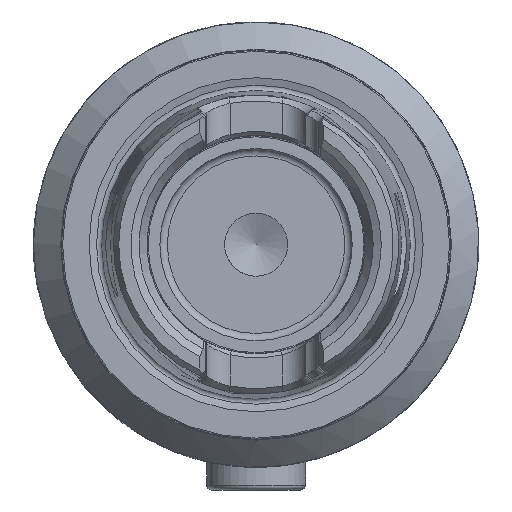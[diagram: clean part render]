
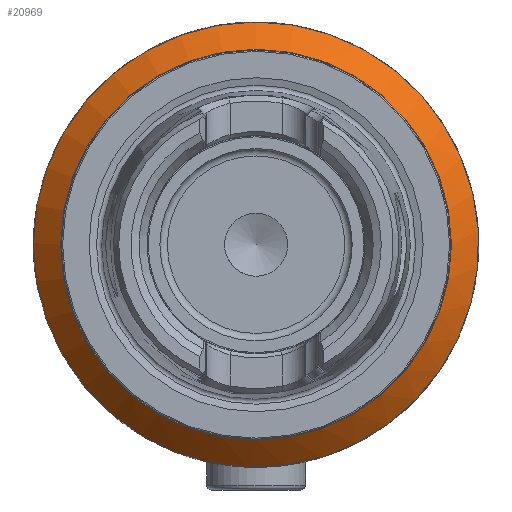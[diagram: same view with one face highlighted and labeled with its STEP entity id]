
A CAD part, left-side view. The second image highlights one B-rep face of the part: STEP entity #20969.
In plain terms, the highlighted conical face has half-angle 45 degrees and reference radius 36 mm.
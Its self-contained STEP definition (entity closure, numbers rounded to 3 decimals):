
#440 = CARTESIAN_POINT ( 'NONE',  ( -61.475, 0., 36. ) ) ;
#1921 = CONICAL_SURFACE ( 'NONE', #16479, 36., 0.785 ) ;
#8847 = AXIS2_PLACEMENT_3D ( 'NONE', #27469, #10981, #13761 ) ;
#9124 = ORIENTED_EDGE ( 'NONE', *, *, #9861, .F. ) ;
#9861 = EDGE_CURVE ( 'NONE', #32323, #32323, #31267, .T. ) ;
#10169 = DIRECTION ( 'NONE',  ( 0., 0., -1. ) ) ;
#10981 = DIRECTION ( 'NONE',  ( -1., 0., 0. ) ) ;
#11105 = CARTESIAN_POINT ( 'NONE',  ( -65.883, 0., 31.592 ) ) ;
#13761 = DIRECTION ( 'NONE',  ( 0., 0., 1. ) ) ;
#13795 = CIRCLE ( 'NONE', #8847, 36. ) ;
#15825 = DIRECTION ( 'NONE',  ( 1., 0., 0. ) ) ;
#16479 = AXIS2_PLACEMENT_3D ( 'NONE', #34777, #15825, #10169 ) ;
#16599 = FACE_BOUND ( 'NONE', #31557, .T. ) ;
#17557 = DIRECTION ( 'NONE',  ( 0., 0., 1. ) ) ;
#20458 = FACE_OUTER_BOUND ( 'NONE', #29590, .T. ) ;
#20969 = ADVANCED_FACE ( 'NONE', ( #16599, #20458 ), #1921, .T. ) ;
#24587 = ORIENTED_EDGE ( 'NONE', *, *, #29884, .T. ) ;
#24888 = VERTEX_POINT ( 'NONE', #440 ) ;
#26374 = AXIS2_PLACEMENT_3D ( 'NONE', #28566, #34129, #17557 ) ;
#27469 = CARTESIAN_POINT ( 'NONE',  ( -61.475, 0., 0. ) ) ;
#28566 = CARTESIAN_POINT ( 'NONE',  ( -65.883, 0., 0. ) ) ;
#29590 = EDGE_LOOP ( 'NONE', ( #24587 ) ) ;
#29884 = EDGE_CURVE ( 'NONE', #24888, #24888, #13795, .T. ) ;
#31267 = CIRCLE ( 'NONE', #26374, 31.592 ) ;
#31557 = EDGE_LOOP ( 'NONE', ( #9124 ) ) ;
#32323 = VERTEX_POINT ( 'NONE', #11105 ) ;
#34129 = DIRECTION ( 'NONE',  ( -1., 0., 0. ) ) ;
#34777 = CARTESIAN_POINT ( 'NONE',  ( -61.475, 0., 0. ) ) ;
